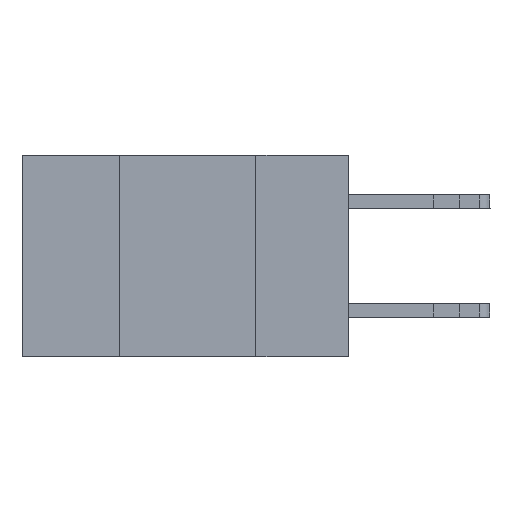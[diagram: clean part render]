
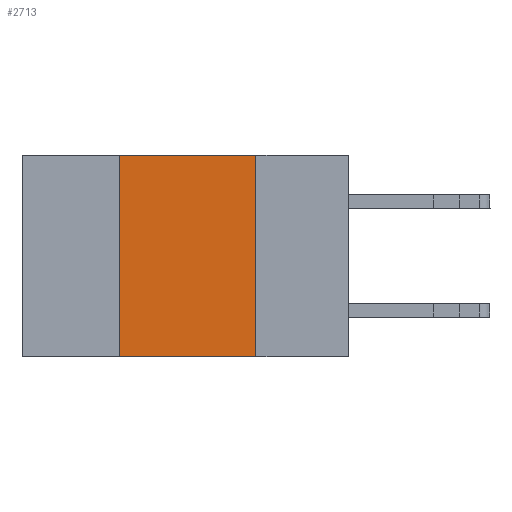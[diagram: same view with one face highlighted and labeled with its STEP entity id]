
A CAD part, left-side view. The second image highlights one B-rep face of the part: STEP entity #2713.
In plain terms, the highlighted planar face has unit normal (-1, 0, 0).
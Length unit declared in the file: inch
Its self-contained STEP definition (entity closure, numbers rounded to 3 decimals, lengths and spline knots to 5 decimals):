
#276 = CARTESIAN_POINT ( 'NONE',  ( 0., 0.17, -0.37 ) ) ;
#854 = DIRECTION ( 'NONE',  ( 0., 0., -1. ) ) ;
#964 = EDGE_CURVE ( 'NONE', #7432, #1896, #3858, .T. ) ;
#1051 = DIRECTION ( 'NONE',  ( 0., 0., -1. ) ) ;
#1485 = VECTOR ( 'NONE', #2604, 39.37008 ) ;
#1614 = VERTEX_POINT ( 'NONE', #2181 ) ;
#1753 = ORIENTED_EDGE ( 'NONE', *, *, #2822, .F. ) ;
#1896 = VERTEX_POINT ( 'NONE', #276 ) ;
#2181 = CARTESIAN_POINT ( 'NONE',  ( 0., 0.42, 0. ) ) ;
#2604 = DIRECTION ( 'NONE',  ( 0., -1., 0. ) ) ;
#2713 = ADVANCED_FACE ( 'NONE', ( #5155 ), #8196, .F. ) ;
#2822 = EDGE_CURVE ( 'NONE', #10803, #1896, #11812, .T. ) ;
#3640 = EDGE_CURVE ( 'NONE', #1614, #10803, #13156, .T. ) ;
#3659 = ORIENTED_EDGE ( 'NONE', *, *, #964, .T. ) ;
#3858 = LINE ( 'NONE', #10084, #12389 ) ;
#3880 = CARTESIAN_POINT ( 'NONE',  ( 0., 0.6, 0. ) ) ;
#4946 = DIRECTION ( 'NONE',  ( 0., 0., 1. ) ) ;
#5013 = DIRECTION ( 'NONE',  ( 1., 0., 0. ) ) ;
#5155 = FACE_OUTER_BOUND ( 'NONE', #12939, .T. ) ;
#6139 = CARTESIAN_POINT ( 'NONE',  ( 0., 0.6, 0. ) ) ;
#6211 = CARTESIAN_POINT ( 'NONE',  ( 0., 0.42, -0.37 ) ) ;
#7158 = VECTOR ( 'NONE', #4946, 39.37008 ) ;
#7432 = VERTEX_POINT ( 'NONE', #9682 ) ;
#8196 = PLANE ( 'NONE',  #11363 ) ;
#8212 = DIRECTION ( 'NONE',  ( 0., -1., 0. ) ) ;
#9008 = CARTESIAN_POINT ( 'NONE',  ( 0., 0.17, 0. ) ) ;
#9329 = EDGE_CURVE ( 'NONE', #7432, #1614, #10285, .T. ) ;
#9560 = CARTESIAN_POINT ( 'NONE',  ( 0., 0.17, -0.37 ) ) ;
#9682 = CARTESIAN_POINT ( 'NONE',  ( 0., 0.42, -0.37 ) ) ;
#10084 = CARTESIAN_POINT ( 'NONE',  ( 0., 0.6, -0.37 ) ) ;
#10285 = LINE ( 'NONE', #6211, #7158 ) ;
#10682 = VECTOR ( 'NONE', #1051, 39.37008 ) ;
#10803 = VERTEX_POINT ( 'NONE', #9008 ) ;
#11363 = AXIS2_PLACEMENT_3D ( 'NONE', #6139, #5013, #854 ) ;
#11812 = LINE ( 'NONE', #9560, #10682 ) ;
#12321 = ORIENTED_EDGE ( 'NONE', *, *, #9329, .F. ) ;
#12389 = VECTOR ( 'NONE', #8212, 39.37008 ) ;
#12939 = EDGE_LOOP ( 'NONE', ( #1753, #13519, #12321, #3659 ) ) ;
#13156 = LINE ( 'NONE', #3880, #1485 ) ;
#13519 = ORIENTED_EDGE ( 'NONE', *, *, #3640, .F. ) ;
